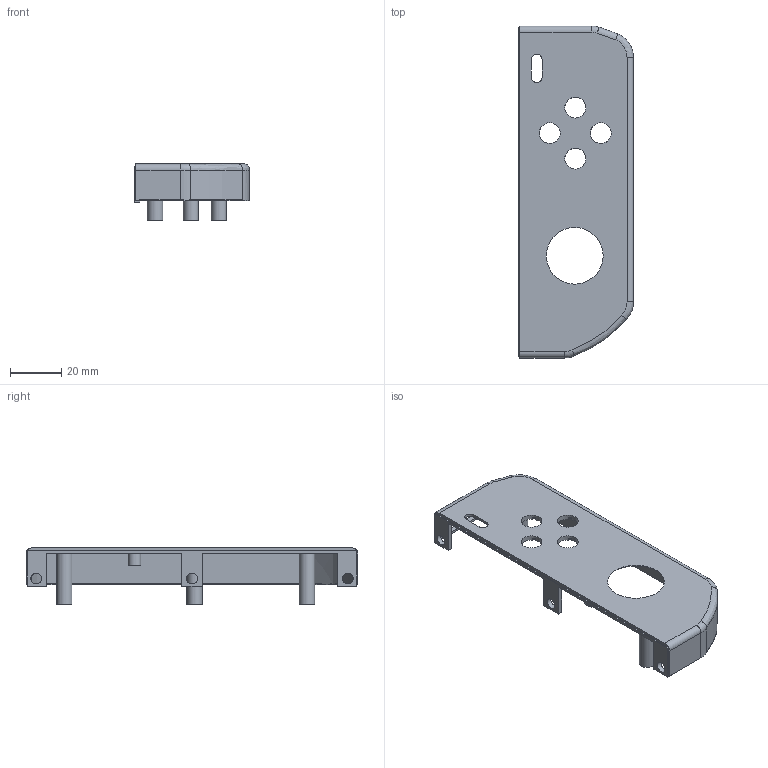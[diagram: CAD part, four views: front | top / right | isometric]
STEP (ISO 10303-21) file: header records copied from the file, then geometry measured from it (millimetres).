
FILE_DESCRIPTION(/* description */ ('STEP AP242','CAx-IF Rec.Pracs.---Representation and Presentation of Product Manufacturing Information (PMI)---4.0---2014-10-13','CAx-IF Rec.Pracs.---3D Tessellated Geometry---0.4---2014-09-14','2;1'),/* implementation_level */ '2;1');
FILE_NAME(/* name */ '68fa386d407afb00309a24c1',/* time_stamp */ '2025-10-23T14:15:10Z',/* author */ (''),/* organization */ (''),/* preprocessor_version */ 'ST-DEVELOPER v20',/* originating_system */ 'ONSHAPE BY PTC INC, 1.205',/* authorisation */ ' ');
FILE_SCHEMA (('AP242_MANAGED_MODEL_BASED_3D_ENGINEERING_MIM_LF { 1 0 10303 442 1 1 4 }'));
Length unit declared in the file: metre
Products named in the file (1): Part 1
Bounding box: 45 x 130 x 22 mm (x, y, z)
Volume: 15587 mm3; surface area: 18737.2 mm2
Topology: 1 solids, 1 shells, 143 faces, 391 edges, 258 vertices
Faces by surface type: plane 94, cylinder 29, bspline 19, torus 1
Full cylindrical faces by diameter (mm): 4.1 x4, 4.2 x3, 5 x1, 6 x4, 8.2 x4, 30 x1
Entity records: 5377 total; most frequent: CARTESIAN_POINT 1919, ORIENTED_EDGE 720, DIRECTION 643, EDGE_CURVE 360, VERTEX_POINT 245, LINE 239, VECTOR 239, AXIS2_PLACEMENT_3D 202
